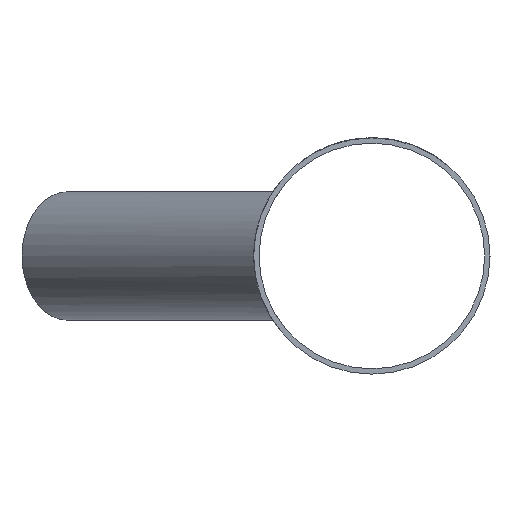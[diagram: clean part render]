
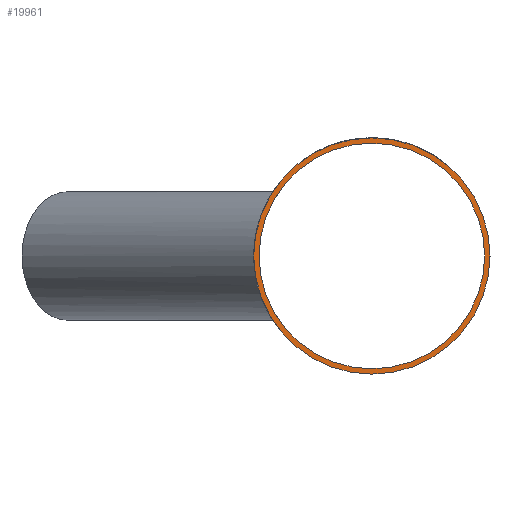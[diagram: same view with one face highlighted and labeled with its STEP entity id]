
A CAD part, left-side view. The second image highlights one B-rep face of the part: STEP entity #19961.
In plain terms, the highlighted planar face has unit normal (-1, 0, 0).
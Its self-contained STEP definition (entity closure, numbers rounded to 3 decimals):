
#834 = EDGE_LOOP ( 'NONE', ( #22316 ) ) ;
#1069 = AXIS2_PLACEMENT_3D ( 'NONE', #22371, #25103, #2080 ) ;
#1260 = CARTESIAN_POINT ( 'NONE',  ( -109., 0., 44.45 ) ) ;
#2080 = DIRECTION ( 'NONE',  ( 0., 0., 1. ) ) ;
#2310 = VERTEX_POINT ( 'NONE', #1260 ) ;
#3153 = CARTESIAN_POINT ( 'NONE',  ( -109., 0., 0. ) ) ;
#3746 = CARTESIAN_POINT ( 'NONE',  ( -109., 0., 42.45 ) ) ;
#4051 = CARTESIAN_POINT ( 'NONE',  ( -109., 0., 0. ) ) ;
#6789 = CIRCLE ( 'NONE', #1069, 44.45 ) ;
#9981 = AXIS2_PLACEMENT_3D ( 'NONE', #4051, #20945, #13614 ) ;
#10254 = AXIS2_PLACEMENT_3D ( 'NONE', #3153, #17717, #19854 ) ;
#11015 = FACE_BOUND ( 'NONE', #834, .T. ) ;
#11430 = EDGE_CURVE ( 'NONE', #2310, #2310, #6789, .T. ) ;
#13614 = DIRECTION ( 'NONE',  ( 0., 0., 1. ) ) ;
#14267 = ORIENTED_EDGE ( 'NONE', *, *, #11430, .T. ) ;
#17717 = DIRECTION ( 'NONE',  ( -1., 0., 0. ) ) ;
#19854 = DIRECTION ( 'NONE',  ( 0., 0., 1. ) ) ;
#19961 = ADVANCED_FACE ( 'NONE', ( #11015, #25459 ), #26829, .T. ) ;
#20945 = DIRECTION ( 'NONE',  ( -1., 0., 0. ) ) ;
#22316 = ORIENTED_EDGE ( 'NONE', *, *, #29751, .F. ) ;
#22371 = CARTESIAN_POINT ( 'NONE',  ( -109., 0., 0. ) ) ;
#23740 = CIRCLE ( 'NONE', #9981, 42.45 ) ;
#25103 = DIRECTION ( 'NONE',  ( -1., 0., 0. ) ) ;
#25459 = FACE_OUTER_BOUND ( 'NONE', #27136, .T. ) ;
#26829 = PLANE ( 'NONE',  #10254 ) ;
#27136 = EDGE_LOOP ( 'NONE', ( #14267 ) ) ;
#28933 = VERTEX_POINT ( 'NONE', #3746 ) ;
#29751 = EDGE_CURVE ( 'NONE', #28933, #28933, #23740, .T. ) ;
